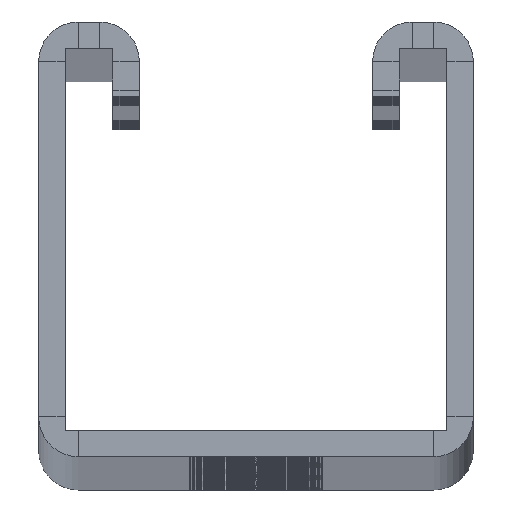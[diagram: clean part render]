
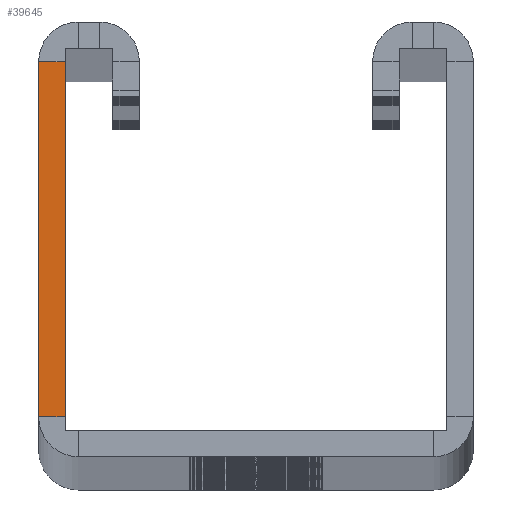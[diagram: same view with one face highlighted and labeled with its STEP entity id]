
A CAD part, top view. The second image highlights one B-rep face of the part: STEP entity #39645.
In plain terms, the highlighted planar face has unit normal (0, 0, 1).
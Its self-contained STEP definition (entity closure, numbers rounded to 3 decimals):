
#38 = AXIS2_PLACEMENT_3D ( 'NONE', #38718, #17684, #54803 ) ;
#1637 = CARTESIAN_POINT ( 'NONE',  ( -18., 37.25, 0. ) ) ;
#7601 = LINE ( 'NONE', #57474, #30171 ) ;
#8351 = VECTOR ( 'NONE', #15839, 1000. ) ;
#12668 = CARTESIAN_POINT ( 'NONE',  ( -18., 37.25, 0. ) ) ;
#15839 = DIRECTION ( 'NONE',  ( 1., 0., 0. ) ) ;
#16944 = ORIENTED_EDGE ( 'NONE', *, *, #39328, .T. ) ;
#17684 = DIRECTION ( 'NONE',  ( 0., 0., 1. ) ) ;
#18867 = LINE ( 'NONE', #56907, #38913 ) ;
#19846 = ORIENTED_EDGE ( 'NONE', *, *, #40979, .T. ) ;
#23740 = EDGE_CURVE ( 'NONE', #63465, #43243, #7601, .T. ) ;
#25118 = ORIENTED_EDGE ( 'NONE', *, *, #23740, .T. ) ;
#25976 = DIRECTION ( 'NONE',  ( 0., 1., 0. ) ) ;
#27227 = VECTOR ( 'NONE', #38561, 1000. ) ;
#27860 = EDGE_CURVE ( 'NONE', #67387, #39505, #18867, .T. ) ;
#30171 = VECTOR ( 'NONE', #25976, 1000. ) ;
#32674 = ORIENTED_EDGE ( 'NONE', *, *, #27860, .F. ) ;
#35912 = DIRECTION ( 'NONE',  ( 0., 1., 0. ) ) ;
#38561 = DIRECTION ( 'NONE',  ( -1., 0., 0. ) ) ;
#38718 = CARTESIAN_POINT ( 'NONE',  ( -16.75, 2.5, 0. ) ) ;
#38913 = VECTOR ( 'NONE', #35912, 1000. ) ;
#39276 = CARTESIAN_POINT ( 'NONE',  ( -20.5, 3.75, 0. ) ) ;
#39328 = EDGE_CURVE ( 'NONE', #67387, #63465, #59250, .T. ) ;
#39505 = VERTEX_POINT ( 'NONE', #58789 ) ;
#39645 = ADVANCED_FACE ( 'NONE', ( #40038 ), #59947, .T. ) ;
#40038 = FACE_OUTER_BOUND ( 'NONE', #58900, .T. ) ;
#40979 = EDGE_CURVE ( 'NONE', #43243, #39505, #60650, .T. ) ;
#43243 = VERTEX_POINT ( 'NONE', #12668 ) ;
#51829 = CARTESIAN_POINT ( 'NONE',  ( -18., 3.75, 0. ) ) ;
#54803 = DIRECTION ( 'NONE',  ( 1., 0., 0. ) ) ;
#56907 = CARTESIAN_POINT ( 'NONE',  ( -20.5, 0., 0. ) ) ;
#57474 = CARTESIAN_POINT ( 'NONE',  ( -18., 0., 0. ) ) ;
#57856 = CARTESIAN_POINT ( 'NONE',  ( -20.5, 3.75, 0. ) ) ;
#58789 = CARTESIAN_POINT ( 'NONE',  ( -20.5, 37.25, 0. ) ) ;
#58900 = EDGE_LOOP ( 'NONE', ( #32674, #16944, #25118, #19846 ) ) ;
#59250 = LINE ( 'NONE', #57856, #8351 ) ;
#59947 = PLANE ( 'NONE',  #38 ) ;
#60650 = LINE ( 'NONE', #1637, #27227 ) ;
#63465 = VERTEX_POINT ( 'NONE', #51829 ) ;
#67387 = VERTEX_POINT ( 'NONE', #39276 ) ;
